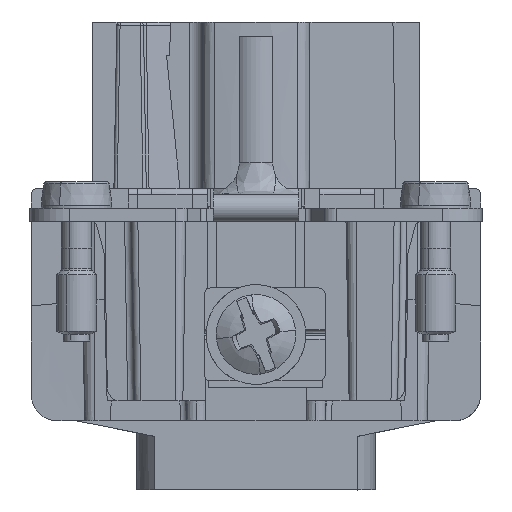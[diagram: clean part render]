
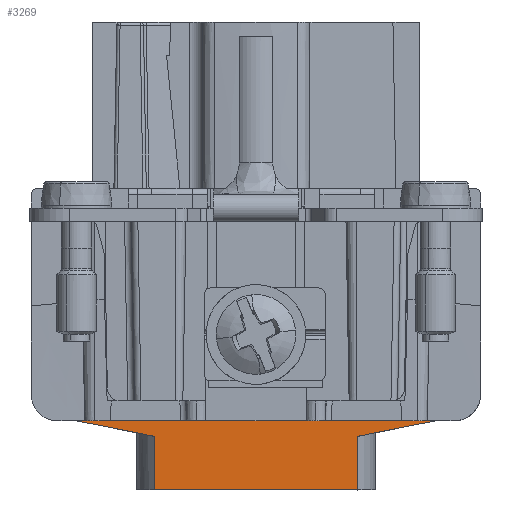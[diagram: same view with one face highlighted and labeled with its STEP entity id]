
A CAD part, front view. The second image highlights one B-rep face of the part: STEP entity #3269.
In plain terms, the highlighted planar face has unit normal (0, -1, 0).
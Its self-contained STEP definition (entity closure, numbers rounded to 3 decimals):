
#3115=AXIS2_PLACEMENT_3D('Plane Axis2P3D',#3112,#3113,#3114) ;
#3138=AXIS2_PLACEMENT_3D('Circle Axis2P3D',#3136,#3137,$) ;
#3166=AXIS2_PLACEMENT_3D('Circle Axis2P3D',#3164,#3165,$) ;
#3192=AXIS2_PLACEMENT_3D('Circle Axis2P3D',#3190,#3191,$) ;
#3220=AXIS2_PLACEMENT_3D('Circle Axis2P3D',#3218,#3219,$) ;
#612=CARTESIAN_POINT('Vertex',(24.638,15.3,0.)) ;
#615=CARTESIAN_POINT('Line Origine',(17.,15.3,0.)) ;
#619=CARTESIAN_POINT('Vertex',(9.362,15.3,0.)) ;
#3091=CARTESIAN_POINT('Line Origine',(9.362,15.3,4.925)) ;
#3095=CARTESIAN_POINT('Vertex',(9.362,15.3,4.03)) ;
#3112=CARTESIAN_POINT('Axis2P3D Location',(17.,15.3,20.2)) ;
#3118=CARTESIAN_POINT('Control Point',(3.523,15.3,6.216)) ;
#3119=CARTESIAN_POINT('Control Point',(3.574,15.3,6.21)) ;
#3120=CARTESIAN_POINT('Control Point',(3.625,15.3,6.205)) ;
#3121=CARTESIAN_POINT('Control Point',(3.676,15.3,6.202)) ;
#3122=CARTESIAN_POINT('Control Point',(3.727,15.3,6.2)) ;
#3123=CARTESIAN_POINT('Control Point',(3.778,15.3,6.2)) ;
#3124=CARTESIAN_POINT('Vertex',(3.778,15.3,6.2)) ;
#3126=CARTESIAN_POINT('Vertex',(3.523,15.3,6.216)) ;
#3129=CARTESIAN_POINT('Line Origine',(3.523,15.3,6.209)) ;
#3133=CARTESIAN_POINT('Vertex',(3.523,15.3,6.203)) ;
#3136=CARTESIAN_POINT('Axis2P3D Location',(3.624,15.3,8.2)) ;
#3140=CARTESIAN_POINT('Vertex',(1.624,15.3,8.2)) ;
#3143=CARTESIAN_POINT('Line Origine',(1.624,15.3,11.75)) ;
#3147=CARTESIAN_POINT('Vertex',(1.624,15.3,15.3)) ;
#3150=CARTESIAN_POINT('Line Origine',(1.062,15.3,15.3)) ;
#3154=CARTESIAN_POINT('Vertex',(0.5,15.3,15.3)) ;
#3157=CARTESIAN_POINT('Line Origine',(0.55,15.3,11.729)) ;
#3161=CARTESIAN_POINT('Vertex',(0.601,15.3,8.158)) ;
#3164=CARTESIAN_POINT('Axis2P3D Location',(3.6,15.3,8.2)) ;
#3168=CARTESIAN_POINT('Vertex',(3.53,15.3,5.201)) ;
#3171=CARTESIAN_POINT('Line Origine',(6.446,15.3,4.616)) ;
#3176=CARTESIAN_POINT('Line Origine',(24.638,15.3,2.015)) ;
#3180=CARTESIAN_POINT('Vertex',(24.638,15.3,4.03)) ;
#3183=CARTESIAN_POINT('Line Origine',(27.554,15.3,4.616)) ;
#3187=CARTESIAN_POINT('Vertex',(30.47,15.3,5.201)) ;
#3190=CARTESIAN_POINT('Axis2P3D Location',(30.4,15.3,8.2)) ;
#3194=CARTESIAN_POINT('Vertex',(33.399,15.3,8.158)) ;
#3197=CARTESIAN_POINT('Line Origine',(33.45,15.3,11.729)) ;
#3201=CARTESIAN_POINT('Vertex',(33.5,15.3,15.3)) ;
#3204=CARTESIAN_POINT('Line Origine',(32.938,15.3,15.3)) ;
#3208=CARTESIAN_POINT('Vertex',(32.376,15.3,15.3)) ;
#3211=CARTESIAN_POINT('Line Origine',(32.376,15.3,11.75)) ;
#3215=CARTESIAN_POINT('Vertex',(32.376,15.3,8.2)) ;
#3218=CARTESIAN_POINT('Axis2P3D Location',(30.376,15.3,8.2)) ;
#3222=CARTESIAN_POINT('Vertex',(30.477,15.3,6.203)) ;
#3225=CARTESIAN_POINT('Line Origine',(30.477,15.3,6.209)) ;
#3229=CARTESIAN_POINT('Vertex',(30.477,15.3,6.216)) ;
#3233=CARTESIAN_POINT('Control Point',(30.222,15.3,6.2)) ;
#3234=CARTESIAN_POINT('Control Point',(30.273,15.3,6.2)) ;
#3235=CARTESIAN_POINT('Control Point',(30.324,15.3,6.202)) ;
#3236=CARTESIAN_POINT('Control Point',(30.375,15.3,6.205)) ;
#3237=CARTESIAN_POINT('Control Point',(30.426,15.3,6.21)) ;
#3238=CARTESIAN_POINT('Control Point',(30.477,15.3,6.216)) ;
#3239=CARTESIAN_POINT('Vertex',(30.222,15.3,6.2)) ;
#3242=CARTESIAN_POINT('Line Origine',(17.,15.3,6.2)) ;
#616=DIRECTION('Vector Direction',(1.,0.,0.)) ;
#3092=DIRECTION('Vector Direction',(0.,0.,1.)) ;
#3113=DIRECTION('Axis2P3D Direction',(0.,1.,0.)) ;
#3114=DIRECTION('Axis2P3D XDirection',(-1.,0.,0.)) ;
#3130=DIRECTION('Vector Direction',(0.,0.,-1.)) ;
#3137=DIRECTION('Axis2P3D Direction',(0.,1.,0.)) ;
#3144=DIRECTION('Vector Direction',(0.,0.,-1.)) ;
#3151=DIRECTION('Vector Direction',(1.,0.,0.)) ;
#3158=DIRECTION('Vector Direction',(-0.014,0.,1.)) ;
#3165=DIRECTION('Axis2P3D Direction',(0.,1.,0.)) ;
#3172=DIRECTION('Vector Direction',(-0.98,0.,0.197)) ;
#3177=DIRECTION('Vector Direction',(0.,0.,-1.)) ;
#3184=DIRECTION('Vector Direction',(0.98,0.,0.197)) ;
#3191=DIRECTION('Axis2P3D Direction',(0.,1.,0.)) ;
#3198=DIRECTION('Vector Direction',(0.014,0.,1.)) ;
#3205=DIRECTION('Vector Direction',(-1.,0.,0.)) ;
#3212=DIRECTION('Vector Direction',(0.,0.,-1.)) ;
#3219=DIRECTION('Axis2P3D Direction',(0.,1.,0.)) ;
#3226=DIRECTION('Vector Direction',(0.,0.,1.)) ;
#3243=DIRECTION('Vector Direction',(1.,0.,0.)) ;
#617=VECTOR('Line Direction',#616,1.) ;
#3093=VECTOR('Line Direction',#3092,1.) ;
#3131=VECTOR('Line Direction',#3130,1.) ;
#3145=VECTOR('Line Direction',#3144,1.) ;
#3152=VECTOR('Line Direction',#3151,1.) ;
#3159=VECTOR('Line Direction',#3158,1.) ;
#3173=VECTOR('Line Direction',#3172,1.) ;
#3178=VECTOR('Line Direction',#3177,1.) ;
#3185=VECTOR('Line Direction',#3184,1.) ;
#3199=VECTOR('Line Direction',#3198,1.) ;
#3206=VECTOR('Line Direction',#3205,1.) ;
#3213=VECTOR('Line Direction',#3212,1.) ;
#3227=VECTOR('Line Direction',#3226,1.) ;
#3244=VECTOR('Line Direction',#3243,1.) ;
#3248=ORIENTED_EDGE('',*,*,#3128,.T.) ;
#3249=ORIENTED_EDGE('',*,*,#3135,.T.) ;
#3250=ORIENTED_EDGE('',*,*,#3142,.F.) ;
#3251=ORIENTED_EDGE('',*,*,#3149,.F.) ;
#3252=ORIENTED_EDGE('',*,*,#3156,.F.) ;
#3253=ORIENTED_EDGE('',*,*,#3163,.F.) ;
#3254=ORIENTED_EDGE('',*,*,#3170,.F.) ;
#3255=ORIENTED_EDGE('',*,*,#3175,.F.) ;
#3256=ORIENTED_EDGE('',*,*,#3097,.F.) ;
#3257=ORIENTED_EDGE('',*,*,#621,.F.) ;
#3258=ORIENTED_EDGE('',*,*,#3182,.F.) ;
#3259=ORIENTED_EDGE('',*,*,#3189,.T.) ;
#3260=ORIENTED_EDGE('',*,*,#3196,.T.) ;
#3261=ORIENTED_EDGE('',*,*,#3203,.T.) ;
#3262=ORIENTED_EDGE('',*,*,#3210,.T.) ;
#3263=ORIENTED_EDGE('',*,*,#3217,.T.) ;
#3264=ORIENTED_EDGE('',*,*,#3224,.T.) ;
#3265=ORIENTED_EDGE('',*,*,#3231,.T.) ;
#3266=ORIENTED_EDGE('',*,*,#3241,.T.) ;
#3267=ORIENTED_EDGE('',*,*,#3246,.F.) ;
#3269=ADVANCED_FACE('Hauptk\X2\00F6\X0\rper',(#3268),#3116,.F.) ;
#3117=B_SPLINE_CURVE_WITH_KNOTS('',5,(#3118,#3119,#3120,#3121,#3122,#3123),.UNSPECIFIED.,.F.,.U.,(6,6),(0.,0.36),.UNSPECIFIED.) ;
#3232=B_SPLINE_CURVE_WITH_KNOTS('',5,(#3233,#3234,#3235,#3236,#3237,#3238),.UNSPECIFIED.,.F.,.U.,(6,6),(0.,0.36),.UNSPECIFIED.) ;
#3139=CIRCLE('generated circle',#3138,2.) ;
#3167=CIRCLE('generated circle',#3166,3.) ;
#3193=CIRCLE('generated circle',#3192,3.) ;
#3221=CIRCLE('generated circle',#3220,2.) ;
#621=EDGE_CURVE('',#613,#620,#618,.F.) ;
#3097=EDGE_CURVE('',#620,#3096,#3094,.T.) ;
#3128=EDGE_CURVE('',#3125,#3127,#3117,.F.) ;
#3135=EDGE_CURVE('',#3127,#3134,#3132,.T.) ;
#3142=EDGE_CURVE('',#3141,#3134,#3139,.F.) ;
#3149=EDGE_CURVE('',#3148,#3141,#3146,.T.) ;
#3156=EDGE_CURVE('',#3155,#3148,#3153,.T.) ;
#3163=EDGE_CURVE('',#3162,#3155,#3160,.T.) ;
#3170=EDGE_CURVE('',#3169,#3162,#3167,.T.) ;
#3175=EDGE_CURVE('',#3096,#3169,#3174,.T.) ;
#3182=EDGE_CURVE('',#3181,#613,#3179,.T.) ;
#3189=EDGE_CURVE('',#3181,#3188,#3186,.T.) ;
#3196=EDGE_CURVE('',#3188,#3195,#3193,.F.) ;
#3203=EDGE_CURVE('',#3195,#3202,#3200,.T.) ;
#3210=EDGE_CURVE('',#3202,#3209,#3207,.T.) ;
#3217=EDGE_CURVE('',#3209,#3216,#3214,.T.) ;
#3224=EDGE_CURVE('',#3216,#3223,#3221,.T.) ;
#3231=EDGE_CURVE('',#3223,#3230,#3228,.T.) ;
#3241=EDGE_CURVE('',#3230,#3240,#3232,.F.) ;
#3246=EDGE_CURVE('',#3125,#3240,#3245,.T.) ;
#3247=EDGE_LOOP('',(#3248,#3249,#3250,#3251,#3252,#3253,#3254,#3255,#3256,#3257,#3258,#3259,#3260,#3261,#3262,#3263,#3264,#3265,#3266,#3267)) ;
#3268=FACE_OUTER_BOUND('',#3247,.T.) ;
#618=LINE('Line',#615,#617) ;
#3094=LINE('Line',#3091,#3093) ;
#3132=LINE('Line',#3129,#3131) ;
#3146=LINE('Line',#3143,#3145) ;
#3153=LINE('Line',#3150,#3152) ;
#3160=LINE('Line',#3157,#3159) ;
#3174=LINE('Line',#3171,#3173) ;
#3179=LINE('Line',#3176,#3178) ;
#3186=LINE('Line',#3183,#3185) ;
#3200=LINE('Line',#3197,#3199) ;
#3207=LINE('Line',#3204,#3206) ;
#3214=LINE('Line',#3211,#3213) ;
#3228=LINE('Line',#3225,#3227) ;
#3245=LINE('Line',#3242,#3244) ;
#3116=PLANE('',#3115) ;
#613=VERTEX_POINT('',#612) ;
#620=VERTEX_POINT('',#619) ;
#3096=VERTEX_POINT('',#3095) ;
#3125=VERTEX_POINT('',#3124) ;
#3127=VERTEX_POINT('',#3126) ;
#3134=VERTEX_POINT('',#3133) ;
#3141=VERTEX_POINT('',#3140) ;
#3148=VERTEX_POINT('',#3147) ;
#3155=VERTEX_POINT('',#3154) ;
#3162=VERTEX_POINT('',#3161) ;
#3169=VERTEX_POINT('',#3168) ;
#3181=VERTEX_POINT('',#3180) ;
#3188=VERTEX_POINT('',#3187) ;
#3195=VERTEX_POINT('',#3194) ;
#3202=VERTEX_POINT('',#3201) ;
#3209=VERTEX_POINT('',#3208) ;
#3216=VERTEX_POINT('',#3215) ;
#3223=VERTEX_POINT('',#3222) ;
#3230=VERTEX_POINT('',#3229) ;
#3240=VERTEX_POINT('',#3239) ;
